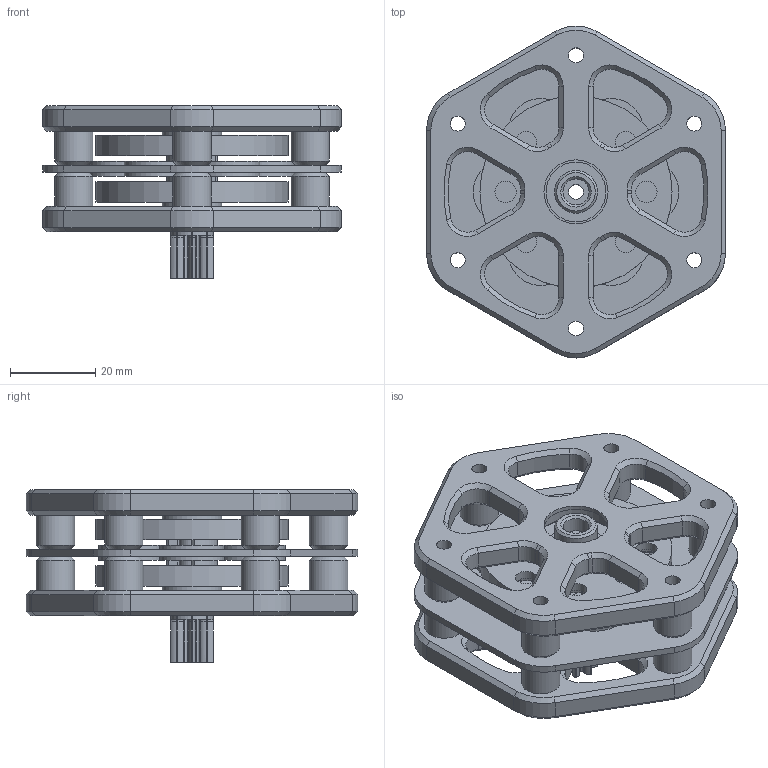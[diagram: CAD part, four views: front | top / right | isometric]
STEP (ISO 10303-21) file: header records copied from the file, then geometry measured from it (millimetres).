
FILE_DESCRIPTION(/* description */ ('','CAx-IF Rec.Pracs.---Representation and Presentation of Product Manufacturing Information (PMI)---4.0---2014-10-13'),/* implementation_level */ '2;1');
FILE_NAME(/* name */ '',/* time_stamp */ '2025-02-28T14:27:08+08:00',/* author */ (''),/* organization */ (''),/* preprocessor_version */ 'ST-DEVELOPER v20',/* originating_system */ 'Autodesk Translation Framework v13.20.0.188',/* authorisation */ '');
FILE_SCHEMA (('AP242_MANAGED_MODEL_BASED_3D_ENGINEERING_MIM_LF { 1 0 10303 442 1 1 4 }'));
Length unit declared in the file: millimetre
Products named in the file (7): pcb电机6P8 v7; 转子; 转子(镜像); Spur Gear (8 teeth) v1; 固定板; 定子pcb; 固定板(镜像) (1)
Assembly tree (6 placements, depth 3):
  pcb电机6P8 v7
    转子
    转子(镜像)
      Spur Gear (8 teeth) v1
    固定板
    定子pcb
    固定板(镜像) (1)
Bounding box: 70 x 77.73 x 40.5 mm (x, y, z)
Volume: 55356.3 mm3; surface area: 41330.3 mm2
Topology: 6 solids, 6 shells, 722 faces, 1663 edges, 1002 vertices
Faces by surface type: plane 247, cylinder 227, cone 216, bspline 32
Full cylindrical faces by diameter (mm): 3.5 x21, 5 x16, 6.1 x1, 9 x12, 10 x18, 14 x2, 15 x3, 15.2 x12, 19.1 x2, 45 x2
Entity records: 24713 total; most frequent: CARTESIAN_POINT 7751, DIRECTION 3675, ORIENTED_EDGE 3326, EDGE_CURVE 1663, AXIS2_PLACEMENT_3D 1373, VERTEX_POINT 1002, LINE 929, VECTOR 929
